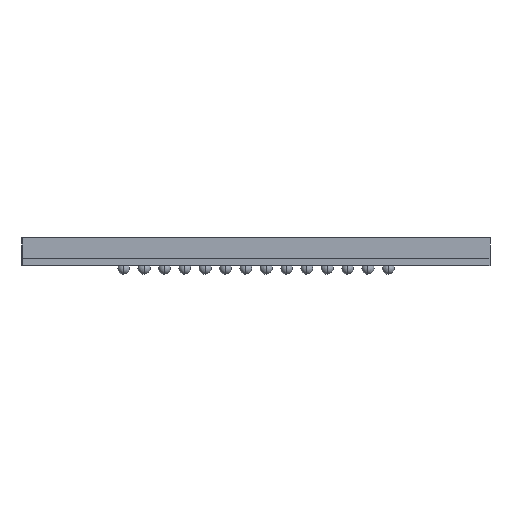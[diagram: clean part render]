
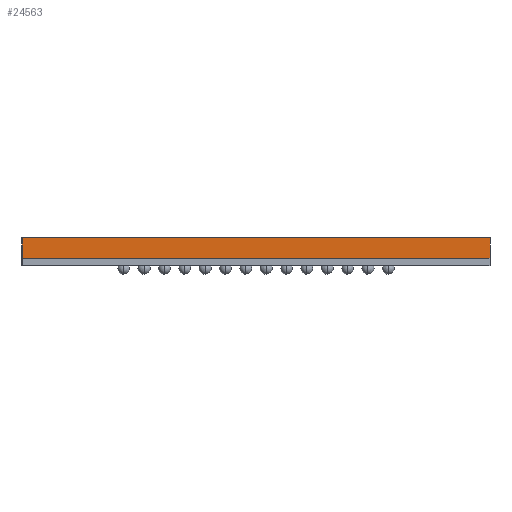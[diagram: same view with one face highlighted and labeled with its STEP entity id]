
A CAD part, front view. The second image highlights one B-rep face of the part: STEP entity #24563.
In plain terms, the highlighted planar face has unit normal (0, -1, 0).
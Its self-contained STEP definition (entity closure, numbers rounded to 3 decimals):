
#909 = VERTEX_POINT ( 'NONE', #13883 ) ;
#1047 = DIRECTION ( 'NONE',  ( 1., 0., 0. ) ) ;
#1729 = DIRECTION ( 'NONE',  ( 0., 1., 0. ) ) ;
#2148 = FACE_OUTER_BOUND ( 'NONE', #20583, .T. ) ;
#2417 = PLANE ( 'NONE',  #7411 ) ;
#2880 = ORIENTED_EDGE ( 'NONE', *, *, #23578, .F. ) ;
#6078 = LINE ( 'NONE', #16184, #14368 ) ;
#6980 = ORIENTED_EDGE ( 'NONE', *, *, #16049, .F. ) ;
#7411 = AXIS2_PLACEMENT_3D ( 'NONE', #16070, #1729, #17677 ) ;
#8159 = CARTESIAN_POINT ( 'NONE',  ( -5.75, -6.5, 0. ) ) ;
#9540 = LINE ( 'NONE', #13544, #17338 ) ;
#9885 = VERTEX_POINT ( 'NONE', #14419 ) ;
#10069 = VECTOR ( 'NONE', #21226, 1000. ) ;
#10194 = LINE ( 'NONE', #12122, #10069 ) ;
#11584 = EDGE_CURVE ( 'NONE', #16472, #17987, #24198, .T. ) ;
#12122 = CARTESIAN_POINT ( 'NONE',  ( 5.75, -6.5, 0.5 ) ) ;
#13544 = CARTESIAN_POINT ( 'NONE',  ( -5.75, -6.5, 0.5 ) ) ;
#13883 = CARTESIAN_POINT ( 'NONE',  ( 5.75, -6.5, 0.5 ) ) ;
#14022 = DIRECTION ( 'NONE',  ( 1., 0., 0. ) ) ;
#14368 = VECTOR ( 'NONE', #18092, 1000. ) ;
#14419 = CARTESIAN_POINT ( 'NONE',  ( -5.75, -6.5, 0.5 ) ) ;
#14450 = CARTESIAN_POINT ( 'NONE',  ( -5.75, -6.5, 0. ) ) ;
#15160 = CARTESIAN_POINT ( 'NONE',  ( 5.75, -6.5, 0. ) ) ;
#16049 = EDGE_CURVE ( 'NONE', #909, #17987, #10194, .T. ) ;
#16070 = CARTESIAN_POINT ( 'NONE',  ( -5.75, -6.5, 0.5 ) ) ;
#16184 = CARTESIAN_POINT ( 'NONE',  ( -5.75, -6.5, 0.5 ) ) ;
#16472 = VERTEX_POINT ( 'NONE', #8159 ) ;
#17338 = VECTOR ( 'NONE', #14022, 1000. ) ;
#17677 = DIRECTION ( 'NONE',  ( 0., 0., 1. ) ) ;
#17987 = VERTEX_POINT ( 'NONE', #15160 ) ;
#18092 = DIRECTION ( 'NONE',  ( 0., 0., -1. ) ) ;
#20583 = EDGE_LOOP ( 'NONE', ( #24133, #6980, #2880, #22522 ) ) ;
#21226 = DIRECTION ( 'NONE',  ( 0., 0., -1. ) ) ;
#22060 = EDGE_CURVE ( 'NONE', #9885, #16472, #6078, .T. ) ;
#22522 = ORIENTED_EDGE ( 'NONE', *, *, #22060, .T. ) ;
#23385 = VECTOR ( 'NONE', #1047, 1000. ) ;
#23578 = EDGE_CURVE ( 'NONE', #9885, #909, #9540, .T. ) ;
#24133 = ORIENTED_EDGE ( 'NONE', *, *, #11584, .T. ) ;
#24198 = LINE ( 'NONE', #14450, #23385 ) ;
#24563 = ADVANCED_FACE ( 'NONE', ( #2148 ), #2417, .F. ) ;
